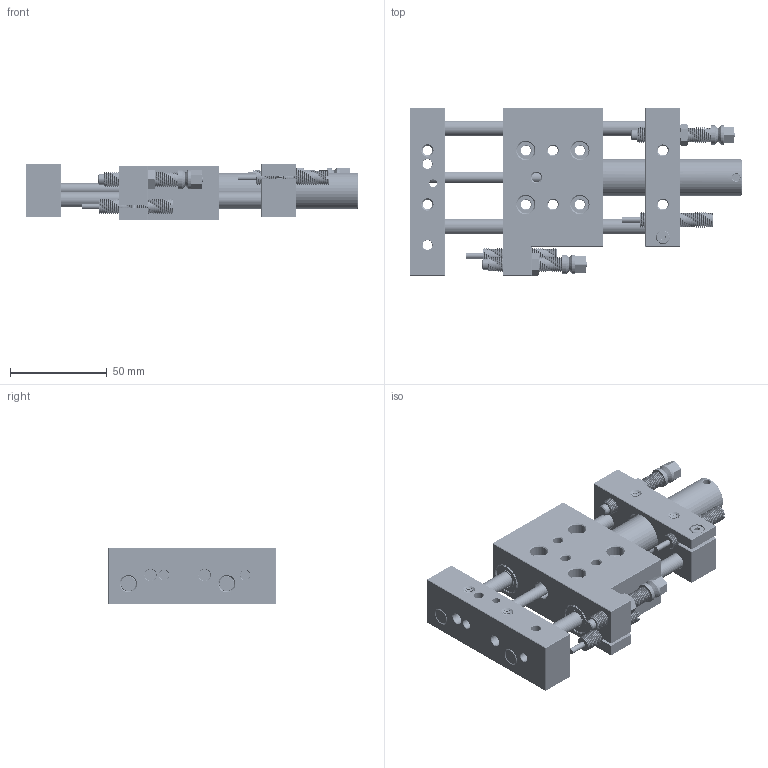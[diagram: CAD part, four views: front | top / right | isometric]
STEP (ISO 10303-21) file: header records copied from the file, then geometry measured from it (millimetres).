
FILE_DESCRIPTION(/* description */ (''),/* implementation_level */ '2;1');
FILE_NAME(/* name */ 'f441e72a-2d69-4c42-9ad1-4022125a03c7.stp',/* time_stamp */ '2019-10-22T11:33:09+00:00',/* author */ (''),/* organization */ (''),/* preprocessor_version */ 'ST-DEVELOPER v18',/* originating_system */ 'Autodesk Translation Framework v8.6.0.1094',/* authorisation */ '');
FILE_SCHEMA (('AUTOMOTIVE_DESIGN { 1 0 10303 214 3 1 1 }'));
Products named in the file (19): ML 13/50; Body_part_1; Body_part_2; Body_part_3; Rod_1; Rod_middle; Rod_2; Stop_part; Socket_screw_M4; Socket_screw_M4 (1); KB-06; KB-06_1; KB-06_body; Set_screw_M5; AS 08/40; AS 08/40_1; Screw_M8; Hex_nut_M8; Linear_bearing_8
Assembly tree (31 placements, depth 3):
  ML 13/50
    Body_part_1
    Body_part_2
    Body_part_3
    Rod_1  x2
    Rod_middle
    Rod_2
    Stop_part  x4
    Socket_screw_M4
    Socket_screw_M4 (1)
    Set_screw_M5  x4
    KB-06
      KB-06_body
    KB-06_1
      KB-06_body
    AS 08/40
      Screw_M8
      Hex_nut_M8
    AS 08/40_1
      Screw_M8
      Hex_nut_M8
    Linear_bearing_8  x4
Bounding box: 172 x 87 x 29 mm (x, y, z)
Volume: 202626.4 mm3; surface area: 82503.3 mm2
Topology: 27 solids, 27 shells, 2911 faces, 7580 edges, 4960 vertices
Faces by surface type: cylinder 1721, plane 458, bspline 280, sphere 280, cone 168, torus 4
Full cylindrical faces by diameter (mm): 2.35 x19, 2.5 x2, 2.529 x15, 3 x21, 3.086 x13, 3.091 x22, 3.961 x8, 4 x26, 4.234 x79, 5 x15, 5.035 x186, 5.12 x72, 5.5 x5, 6 x14, 6.147 x182, 6.744 x148, 6.779 x29, 7 x1, 7.035 x6, 7.884 x148, 8 x9, 8.147 x6, 8.17 x29, 8.615 x4, 9 x5, 10 x8, 10.007 x4, 10.355 x4, 14.609 x4, 15.2 x4
Entity records: 122005 total; most frequent: CARTESIAN_POINT 81144, ORIENTED_EDGE 9562, DIRECTION 6398, EDGE_CURVE 4781, VERTEX_POINT 3068, AXIS2_PLACEMENT_3D 2404, B_SPLINE_CURVE_WITH_KNOTS 2381, EDGE_LOOP 2119
